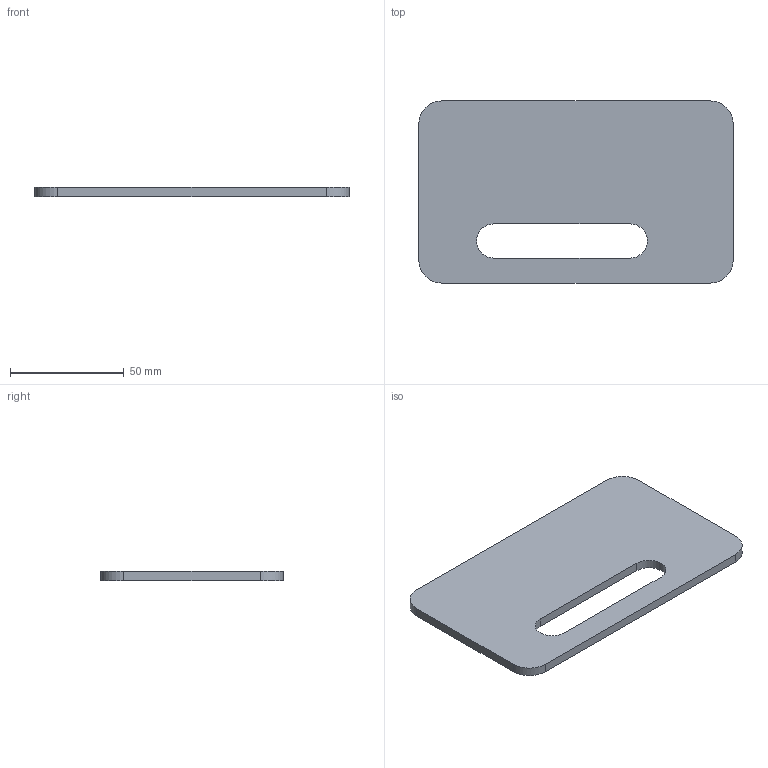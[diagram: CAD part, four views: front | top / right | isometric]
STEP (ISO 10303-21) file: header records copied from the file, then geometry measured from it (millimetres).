
FILE_DESCRIPTION (( 'STEP AP203' ), '1' );
FILE_NAME ('20-019389--FLOWCELL COVER--Rev_A.step', '2022-06-14T14:55:01', ( '' ), ( '' ), 'SwSTEP 2.0', 'SolidWorks 2021', '' );
FILE_SCHEMA (( 'CONFIG_CONTROL_DESIGN' ));
Length unit declared in the file: millimetre
Products named in the file (1): 20-019389--FLOWCELL COVER--Rev_A
Bounding box: 138 x 80 x 4 mm (x, y, z)
Volume: 39448.9 mm3; surface area: 22208.7 mm2
Topology: 1 solids, 1 shells, 39 faces, 87 edges, 58 vertices
Faces by surface type: cylinder 23, plane 16
Entity records: 1188 total; most frequent: DIRECTION 213, CARTESIAN_POINT 185, ORIENTED_EDGE 174, EDGE_CURVE 87, AXIS2_PLACEMENT_3D 86, VERTEX_POINT 58, EDGE_LOOP 49, CIRCLE 46
